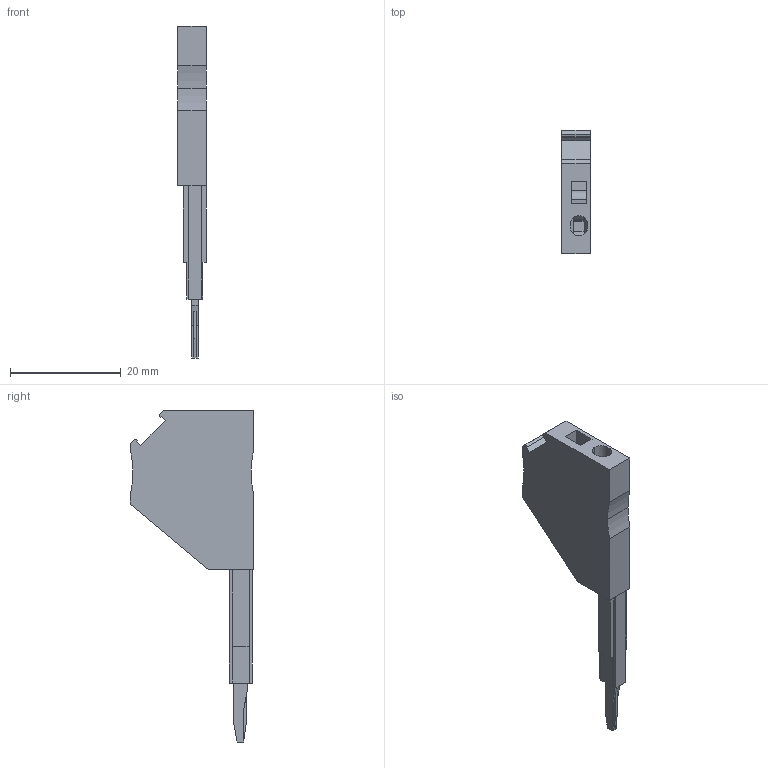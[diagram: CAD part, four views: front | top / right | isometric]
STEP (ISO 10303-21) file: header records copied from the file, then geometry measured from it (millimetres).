
FILE_DESCRIPTION(('STEP AP214'),'1');
FILE_NAME('cctmp_E2602801-4792-403B-8164-E3CC9AB00793_2023_07_24_21_56_24_0891..stp','2023-07-24T19:56:25',('SIEMENS A&D'),('CADClick - www.CADClick.com'),'Spatial InterOp 3D postprocessed',' ','unknown authorization');
FILE_SCHEMA(('AUTOMOTIVE_DESIGN'));
Length unit declared in the file: millimetre
Products named in the file (1): 2023_07_24_21_56_24_0891
Bounding box: 5.2 x 22.3 x 59.83 mm (x, y, z)
Volume: 2854.8 mm3; surface area: 2200.6 mm2
Topology: 1 solids, 1 shells, 76 faces, 209 edges, 138 vertices
Faces by surface type: plane 65, cylinder 11
Entity records: 2644 total; most frequent: CARTESIAN_POINT 424, ORIENTED_EDGE 418, DIRECTION 389, EDGE_CURVE 209, LINE 183, VECTOR 183, VERTEX_POINT 138, AXIS2_PLACEMENT_3D 103
